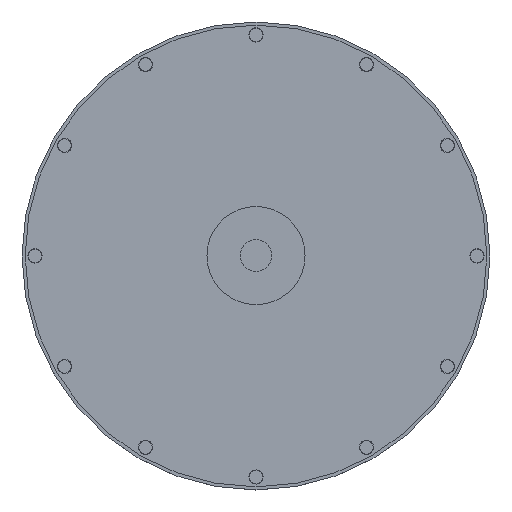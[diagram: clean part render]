
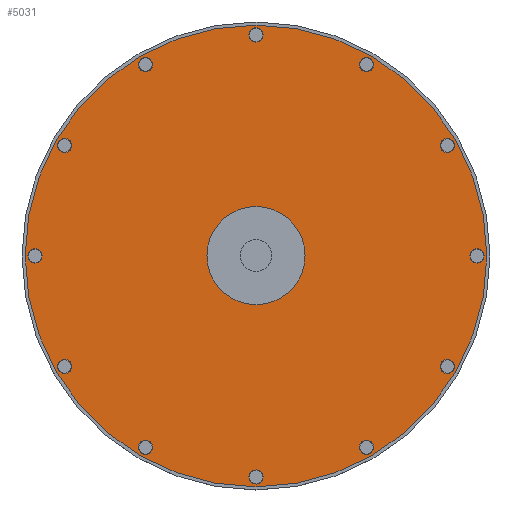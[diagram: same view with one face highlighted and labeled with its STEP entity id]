
A CAD part, top view. The second image highlights one B-rep face of the part: STEP entity #5031.
In plain terms, the highlighted planar face has unit normal (0, 0, 1).
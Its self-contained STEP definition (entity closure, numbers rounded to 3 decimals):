
#712=PLANE('',#7543);
#742=LINE('',#10856,#760);
#743=LINE('',#10861,#761);
#760=VECTOR('',#9367,1000.);
#761=VECTOR('',#9370,1000.);
#1677=ORIENTED_EDGE('',*,*,#2193,.T.);
#1678=ORIENTED_EDGE('',*,*,#2194,.T.);
#1679=ORIENTED_EDGE('',*,*,#2195,.T.);
#1680=ORIENTED_EDGE('',*,*,#2196,.T.);
#1681=ORIENTED_EDGE('',*,*,#2197,.F.);
#1682=ORIENTED_EDGE('',*,*,#2198,.F.);
#1683=ORIENTED_EDGE('',*,*,#2199,.F.);
#1684=ORIENTED_EDGE('',*,*,#2200,.F.);
#1685=ORIENTED_EDGE('',*,*,#2201,.F.);
#1686=ORIENTED_EDGE('',*,*,#2202,.F.);
#1687=ORIENTED_EDGE('',*,*,#2191,.F.);
#1688=ORIENTED_EDGE('',*,*,#2203,.F.);
#1689=ORIENTED_EDGE('',*,*,#2204,.F.);
#1690=ORIENTED_EDGE('',*,*,#2205,.F.);
#1691=ORIENTED_EDGE('',*,*,#2206,.F.);
#1692=ORIENTED_EDGE('',*,*,#2207,.F.);
#1693=ORIENTED_EDGE('',*,*,#2208,.F.);
#2191=EDGE_CURVE('',#2682,#2682,#3159,.T.);
#2193=EDGE_CURVE('',#2684,#2685,#742,.T.);
#2194=EDGE_CURVE('',#2685,#2686,#3161,.T.);
#2195=EDGE_CURVE('',#2686,#2687,#743,.T.);
#2196=EDGE_CURVE('',#2687,#2684,#3162,.T.);
#2197=EDGE_CURVE('',#2688,#2688,#3163,.F.);
#2198=EDGE_CURVE('',#2689,#2689,#3164,.F.);
#2199=EDGE_CURVE('',#2690,#2690,#3165,.F.);
#2200=EDGE_CURVE('',#2691,#2691,#3166,.F.);
#2201=EDGE_CURVE('',#2692,#2692,#3167,.F.);
#2202=EDGE_CURVE('',#2693,#2693,#3168,.F.);
#2203=EDGE_CURVE('',#2694,#2694,#3169,.F.);
#2204=EDGE_CURVE('',#2695,#2695,#3170,.F.);
#2205=EDGE_CURVE('',#2696,#2696,#3171,.F.);
#2206=EDGE_CURVE('',#2697,#2697,#3172,.F.);
#2207=EDGE_CURVE('',#2698,#2698,#3173,.F.);
#2208=EDGE_CURVE('',#2699,#2699,#3174,.F.);
#2682=VERTEX_POINT('',#10852);
#2684=VERTEX_POINT('',#10857);
#2685=VERTEX_POINT('',#10858);
#2686=VERTEX_POINT('',#10860);
#2687=VERTEX_POINT('',#10862);
#2688=VERTEX_POINT('',#10865);
#2689=VERTEX_POINT('',#10867);
#2690=VERTEX_POINT('',#10869);
#2691=VERTEX_POINT('',#10871);
#2692=VERTEX_POINT('',#10873);
#2693=VERTEX_POINT('',#10875);
#2694=VERTEX_POINT('',#10877);
#2695=VERTEX_POINT('',#10879);
#2696=VERTEX_POINT('',#10881);
#2697=VERTEX_POINT('',#10883);
#2698=VERTEX_POINT('',#10885);
#2699=VERTEX_POINT('',#10887);
#3159=CIRCLE('',#7541,152.9);
#3161=CIRCLE('',#7544,20.25);
#3162=CIRCLE('',#7545,20.25);
#3163=CIRCLE('',#7546,4.5);
#3164=CIRCLE('',#7547,4.5);
#3165=CIRCLE('',#7548,4.5);
#3166=CIRCLE('',#7549,4.5);
#3167=CIRCLE('',#7550,4.5);
#3168=CIRCLE('',#7551,4.5);
#3169=CIRCLE('',#7552,4.5);
#3170=CIRCLE('',#7553,4.5);
#3171=CIRCLE('',#7554,4.5);
#3172=CIRCLE('',#7555,4.5);
#3173=CIRCLE('',#7556,4.5);
#3174=CIRCLE('',#7557,4.5);
#3852=EDGE_LOOP('',(#1677,#1678,#1679,#1680));
#3853=EDGE_LOOP('',(#1681));
#3854=EDGE_LOOP('',(#1682));
#3855=EDGE_LOOP('',(#1683));
#3856=EDGE_LOOP('',(#1684));
#3857=EDGE_LOOP('',(#1685));
#3858=EDGE_LOOP('',(#1686));
#3859=EDGE_LOOP('',(#1687));
#3860=EDGE_LOOP('',(#1688));
#3861=EDGE_LOOP('',(#1689));
#3862=EDGE_LOOP('',(#1690));
#3863=EDGE_LOOP('',(#1691));
#3864=EDGE_LOOP('',(#1692));
#3865=EDGE_LOOP('',(#1693));
#4547=FACE_BOUND('',#3852,.T.);
#4548=FACE_BOUND('',#3853,.T.);
#4549=FACE_BOUND('',#3854,.T.);
#4550=FACE_BOUND('',#3855,.T.);
#4551=FACE_BOUND('',#3856,.T.);
#4552=FACE_BOUND('',#3857,.T.);
#4553=FACE_BOUND('',#3858,.T.);
#4554=FACE_BOUND('',#3859,.T.);
#4555=FACE_BOUND('',#3860,.T.);
#4556=FACE_BOUND('',#3861,.T.);
#4557=FACE_BOUND('',#3862,.T.);
#4558=FACE_BOUND('',#3863,.T.);
#4559=FACE_BOUND('',#3864,.T.);
#4560=FACE_BOUND('',#3865,.T.);
#5031=ADVANCED_FACE('',(#4547,#4548,#4549,#4550,#4551,#4552,#4553,#4554,
#4555,#4556,#4557,#4558,#4559,#4560),#712,.F.);
#7541=AXIS2_PLACEMENT_3D('',#10851,#9361,#9362);
#7543=AXIS2_PLACEMENT_3D('',#10855,#9365,#9366);
#7544=AXIS2_PLACEMENT_3D('',#10859,#9368,#9369);
#7545=AXIS2_PLACEMENT_3D('',#10863,#9371,#9372);
#7546=AXIS2_PLACEMENT_3D('',#10864,#9373,#9374);
#7547=AXIS2_PLACEMENT_3D('',#10866,#9375,#9376);
#7548=AXIS2_PLACEMENT_3D('',#10868,#9377,#9378);
#7549=AXIS2_PLACEMENT_3D('',#10870,#9379,#9380);
#7550=AXIS2_PLACEMENT_3D('',#10872,#9381,#9382);
#7551=AXIS2_PLACEMENT_3D('',#10874,#9383,#9384);
#7552=AXIS2_PLACEMENT_3D('',#10876,#9385,#9386);
#7553=AXIS2_PLACEMENT_3D('',#10878,#9387,#9388);
#7554=AXIS2_PLACEMENT_3D('',#10880,#9389,#9390);
#7555=AXIS2_PLACEMENT_3D('',#10882,#9391,#9392);
#7556=AXIS2_PLACEMENT_3D('',#10884,#9393,#9394);
#7557=AXIS2_PLACEMENT_3D('',#10886,#9395,#9396);
#9361=DIRECTION('',(0.,0.,-1.));
#9362=DIRECTION('',(0.,1.,0.));
#9365=DIRECTION('',(0.,0.,-1.));
#9366=DIRECTION('',(0.,-1.,0.));
#9367=DIRECTION('',(-1.,0.,0.));
#9368=DIRECTION('',(0.,0.,-1.));
#9369=DIRECTION('',(0.,1.,0.));
#9370=DIRECTION('',(1.,0.,0.));
#9371=DIRECTION('',(0.,0.,-1.));
#9372=DIRECTION('',(0.,1.,0.));
#9373=DIRECTION('',(0.,0.,-1.));
#9374=DIRECTION('',(0.,-1.,0.));
#9375=DIRECTION('',(0.,0.,-1.));
#9376=DIRECTION('',(0.,-1.,0.));
#9377=DIRECTION('',(0.,0.,-1.));
#9378=DIRECTION('',(0.,-1.,0.));
#9379=DIRECTION('',(0.,0.,-1.));
#9380=DIRECTION('',(0.,-1.,0.));
#9381=DIRECTION('',(0.,0.,-1.));
#9382=DIRECTION('',(0.,-1.,0.));
#9383=DIRECTION('',(0.,0.,-1.));
#9384=DIRECTION('',(0.,-1.,0.));
#9385=DIRECTION('',(0.,0.,-1.));
#9386=DIRECTION('',(0.,-1.,0.));
#9387=DIRECTION('',(0.,0.,-1.));
#9388=DIRECTION('',(0.,-1.,0.));
#9389=DIRECTION('',(0.,0.,-1.));
#9390=DIRECTION('',(0.,-1.,0.));
#9391=DIRECTION('',(0.,0.,-1.));
#9392=DIRECTION('',(0.,-1.,0.));
#9393=DIRECTION('',(0.,0.,-1.));
#9394=DIRECTION('',(0.,-1.,0.));
#9395=DIRECTION('',(0.,0.,-1.));
#9396=DIRECTION('',(0.,-1.,0.));
#10851=CARTESIAN_POINT('',(0.,0.,-164.));
#10852=CARTESIAN_POINT('',(0.,152.9,-164.));
#10855=CARTESIAN_POINT('',(0.,0.,-164.));
#10856=CARTESIAN_POINT('',(25.,-18.4,-164.));
#10857=CARTESIAN_POINT('',(8.456,-18.4,-164.));
#10858=CARTESIAN_POINT('',(-8.456,-18.4,-164.));
#10859=CARTESIAN_POINT('',(0.,0.,
-164.));
#10860=CARTESIAN_POINT('',(-8.456,18.4,-164.));
#10861=CARTESIAN_POINT('',(-25.,18.4,-164.));
#10862=CARTESIAN_POINT('',(8.456,18.4,-164.));
#10863=CARTESIAN_POINT('',(0.,0.,
-164.));
#10864=CARTESIAN_POINT('',(73.2,126.786,-164.));
#10865=CARTESIAN_POINT('',(73.2,122.286,-164.));
#10866=CARTESIAN_POINT('',(-73.2,126.786,-164.));
#10867=CARTESIAN_POINT('',(-73.2,122.286,-164.));
#10868=CARTESIAN_POINT('',(-146.4,0.,-164.));
#10869=CARTESIAN_POINT('',(-146.4,-4.5,-164.));
#10870=CARTESIAN_POINT('',(-73.2,-126.786,-164.));
#10871=CARTESIAN_POINT('',(-73.2,-131.286,-164.));
#10872=CARTESIAN_POINT('',(73.2,-126.786,-164.));
#10873=CARTESIAN_POINT('',(73.2,-131.286,-164.));
#10874=CARTESIAN_POINT('',(146.4,0.,-164.));
#10875=CARTESIAN_POINT('',(146.4,-4.5,-164.));
#10876=CARTESIAN_POINT('',(126.786,-73.2,-164.));
#10877=CARTESIAN_POINT('',(126.786,-77.7,-164.));
#10878=CARTESIAN_POINT('',(0.,-146.4,-164.));
#10879=CARTESIAN_POINT('',(0.,-150.9,-164.));
#10880=CARTESIAN_POINT('',(-126.786,-73.2,-164.));
#10881=CARTESIAN_POINT('',(-126.786,-77.7,-164.));
#10882=CARTESIAN_POINT('',(-126.786,73.2,-164.));
#10883=CARTESIAN_POINT('',(-126.786,68.7,-164.));
#10884=CARTESIAN_POINT('',(0.,146.4,-164.));
#10885=CARTESIAN_POINT('',(0.,141.9,-164.));
#10886=CARTESIAN_POINT('',(126.786,73.2,-164.));
#10887=CARTESIAN_POINT('',(126.786,68.7,-164.));
